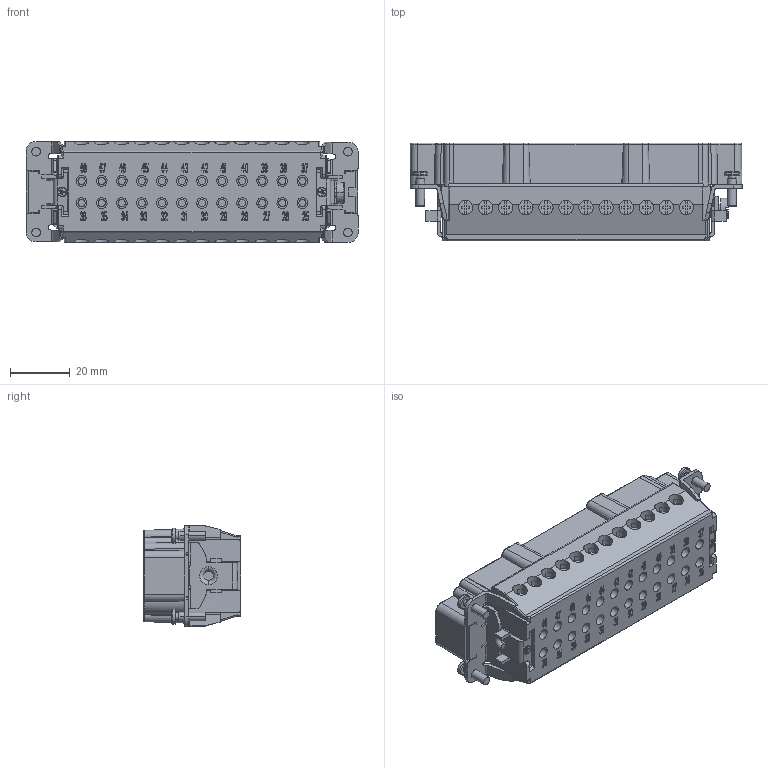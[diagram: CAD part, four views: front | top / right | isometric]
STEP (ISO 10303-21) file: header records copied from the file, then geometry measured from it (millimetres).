
FILE_DESCRIPTION((''),'2;1');
FILE_NAME('HE-024-M_25-48','2017-08-07T',('tl.yang'),(''),'PRO/ENGINEER BY PARAMETRIC TECHNOLOGY CORPORATION, 2011500','PRO/ENGINEER BY PARAMETRIC TECHNOLOGY CORPORATION, 2011500','');
FILE_SCHEMA(('CONFIG_CONTROL_DESIGN'));
Products named in the file (1): HE-024-M_25-48
Bounding box: 110.8 x 32.5 x 33.7 mm (x, y, z)
Volume: 59169.2 mm3; surface area: 31231.9 mm2
Topology: 1 solids, 2 shells, 5223 faces, 14791 edges, 9773 vertices
Faces by surface type: plane 4515, cylinder 408, bspline 94, cone 78, torus 78, sphere 48, extrusion 2
Entity records: 169411 total; most frequent: CARTESIAN_POINT 33510, ORIENTED_EDGE 29486, DIRECTION 26088, EDGE_CURVE 14743, VECTOR 13160, LINE 13158, VERTEX_POINT 9773, AXIS2_PLACEMENT_3D 6464
